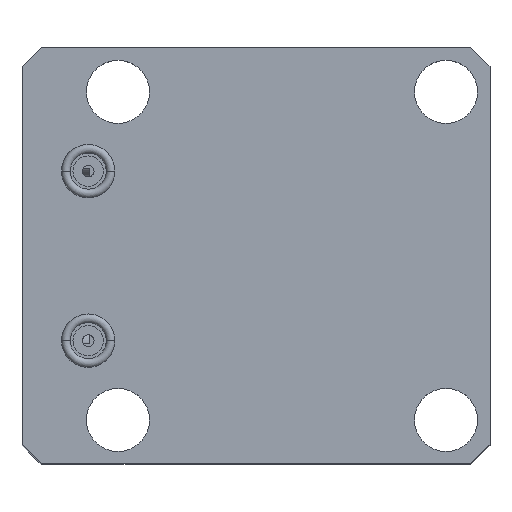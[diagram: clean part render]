
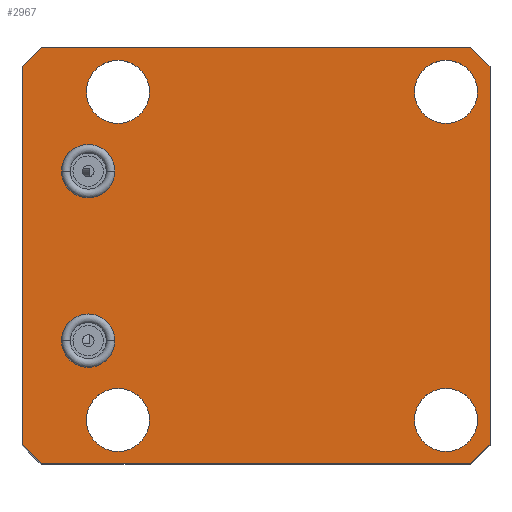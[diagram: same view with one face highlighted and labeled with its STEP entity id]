
A CAD part, top view. The second image highlights one B-rep face of the part: STEP entity #2967.
In plain terms, the highlighted planar face has unit normal (0, 0, 1).
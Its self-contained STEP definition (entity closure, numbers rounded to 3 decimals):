
#936=CARTESIAN_POINT('',(35.052,-35.052,25.019));
#937=DIRECTION('',(0.,0.,-1.));
#938=DIRECTION('',(1.,0.,0.));
#939=AXIS2_PLACEMENT_3D('',#936,#937,#938);
#941=CARTESIAN_POINT('',(35.052,-35.052,25.019));
#942=DIRECTION('',(0.,0.,-1.));
#943=DIRECTION('',(-1.,0.,0.));
#944=AXIS2_PLACEMENT_3D('',#941,#942,#943);
#946=CARTESIAN_POINT('',(35.052,35.052,25.019));
#947=DIRECTION('',(0.,0.,-1.));
#948=DIRECTION('',(1.,0.,0.));
#949=AXIS2_PLACEMENT_3D('',#946,#947,#948);
#951=CARTESIAN_POINT('',(35.052,35.052,25.019));
#952=DIRECTION('',(0.,0.,-1.));
#953=DIRECTION('',(-1.,0.,0.));
#954=AXIS2_PLACEMENT_3D('',#951,#952,#953);
#956=CARTESIAN_POINT('',(-35.052,-35.052,25.019));
#957=DIRECTION('',(0.,0.,-1.));
#958=DIRECTION('',(1.,0.,0.));
#959=AXIS2_PLACEMENT_3D('',#956,#957,#958);
#961=CARTESIAN_POINT('',(-35.052,-35.052,25.019));
#962=DIRECTION('',(0.,0.,-1.));
#963=DIRECTION('',(-1.,0.,0.));
#964=AXIS2_PLACEMENT_3D('',#961,#962,#963);
#966=CARTESIAN_POINT('',(-35.052,35.052,25.019));
#967=DIRECTION('',(0.,0.,-1.));
#968=DIRECTION('',(1.,0.,0.));
#969=AXIS2_PLACEMENT_3D('',#966,#967,#968);
#971=CARTESIAN_POINT('',(-35.052,35.052,25.019));
#972=DIRECTION('',(0.,0.,-1.));
#973=DIRECTION('',(-1.,0.,0.));
#974=AXIS2_PLACEMENT_3D('',#971,#972,#973);
#976=CARTESIAN_POINT('',(-41.402,-18.11,25.019));
#977=DIRECTION('',(0.,0.,1.));
#978=DIRECTION('',(-1.,0.,0.));
#979=AXIS2_PLACEMENT_3D('',#976,#977,#978);
#981=CARTESIAN_POINT('',(-41.402,-18.11,25.019));
#982=DIRECTION('',(0.,0.,1.));
#983=DIRECTION('',(1.,0.,0.));
#984=AXIS2_PLACEMENT_3D('',#981,#982,#983);
#986=CARTESIAN_POINT('',(-41.402,18.11,25.019));
#987=DIRECTION('',(0.,0.,1.));
#988=DIRECTION('',(-1.,0.,0.));
#989=AXIS2_PLACEMENT_3D('',#986,#987,#988);
#991=CARTESIAN_POINT('',(-41.402,18.11,25.019));
#992=DIRECTION('',(0.,0.,1.));
#993=DIRECTION('',(1.,0.,0.));
#994=AXIS2_PLACEMENT_3D('',#991,#992,#993);
#996=DIRECTION('',(0.,-1.,0.));
#997=VECTOR('',#996,80.772);
#998=CARTESIAN_POINT('',(-55.55,40.386,25.019));
#999=LINE('',#998,#997);
#1000=DIRECTION('',(-0.707,-0.707,0.));
#1001=VECTOR('',#1000,5.747);
#1002=CARTESIAN_POINT('',(-51.486,44.45,25.019));
#1003=LINE('',#1002,#1001);
#1004=DIRECTION('',(-1.,0.,0.));
#1005=VECTOR('',#1004,91.872);
#1006=CARTESIAN_POINT('',(40.386,44.45,25.019));
#1007=LINE('',#1006,#1005);
#1008=DIRECTION('',(-0.707,0.707,0.));
#1009=VECTOR('',#1008,5.747);
#1010=CARTESIAN_POINT('',(44.45,40.386,25.019));
#1011=LINE('',#1010,#1009);
#1012=DIRECTION('',(0.,1.,0.));
#1013=VECTOR('',#1012,80.772);
#1014=CARTESIAN_POINT('',(44.45,-40.386,25.019));
#1015=LINE('',#1014,#1013);
#1016=DIRECTION('',(0.707,0.707,0.));
#1017=VECTOR('',#1016,5.747);
#1018=CARTESIAN_POINT('',(40.386,-44.45,25.019));
#1019=LINE('',#1018,#1017);
#1020=DIRECTION('',(1.,0.,0.));
#1021=VECTOR('',#1020,91.872);
#1022=CARTESIAN_POINT('',(-51.486,-44.45,25.019));
#1023=LINE('',#1022,#1021);
#1024=DIRECTION('',(0.707,-0.707,0.));
#1025=VECTOR('',#1024,5.747);
#1026=CARTESIAN_POINT('',(-55.55,-40.386,25.019));
#1027=LINE('',#1026,#1025);
#1555=CARTESIAN_POINT('',(-55.55,40.386,25.019));
#1556=CARTESIAN_POINT('',(-55.55,-40.386,25.019));
#1557=VERTEX_POINT('',#1555);
#1558=VERTEX_POINT('',#1556);
#1559=CARTESIAN_POINT('',(-51.486,-44.45,25.019));
#1560=CARTESIAN_POINT('',(40.386,-44.45,25.019));
#1561=VERTEX_POINT('',#1559);
#1562=VERTEX_POINT('',#1560);
#1563=CARTESIAN_POINT('',(44.45,-40.386,25.019));
#1564=CARTESIAN_POINT('',(44.45,40.386,25.019));
#1565=VERTEX_POINT('',#1563);
#1566=VERTEX_POINT('',#1564);
#1567=CARTESIAN_POINT('',(40.386,44.45,25.019));
#1568=CARTESIAN_POINT('',(-51.486,44.45,25.019));
#1569=VERTEX_POINT('',#1567);
#1570=VERTEX_POINT('',#1568);
#1595=CARTESIAN_POINT('',(41.796,-35.052,25.019));
#1596=CARTESIAN_POINT('',(28.309,-35.052,25.019));
#1597=VERTEX_POINT('',#1595);
#1598=VERTEX_POINT('',#1596);
#1659=CARTESIAN_POINT('',(-47.104,-18.11,25.019));
#1660=CARTESIAN_POINT('',(-35.7,-18.11,25.019));
#1661=VERTEX_POINT('',#1659);
#1662=VERTEX_POINT('',#1660);
#1663=CARTESIAN_POINT('',(-47.104,18.11,25.019));
#1664=CARTESIAN_POINT('',(-35.7,18.11,25.019));
#1665=VERTEX_POINT('',#1663);
#1666=VERTEX_POINT('',#1664);
#1754=CARTESIAN_POINT('',(41.796,35.052,25.019));
#1755=CARTESIAN_POINT('',(28.309,35.052,25.019));
#1756=VERTEX_POINT('',#1754);
#1757=VERTEX_POINT('',#1755);
#1758=CARTESIAN_POINT('',(-28.309,-35.052,25.019));
#1759=CARTESIAN_POINT('',(-41.796,-35.052,25.019));
#1760=VERTEX_POINT('',#1758);
#1761=VERTEX_POINT('',#1759);
#1762=CARTESIAN_POINT('',(-28.309,35.052,25.019));
#1763=CARTESIAN_POINT('',(-41.796,35.052,25.019));
#1764=VERTEX_POINT('',#1762);
#1765=VERTEX_POINT('',#1763);
#2912=CARTESIAN_POINT('',(0.,0.,25.019));
#2913=DIRECTION('',(0.,0.,1.));
#2914=DIRECTION('',(1.,0.,0.));
#2915=AXIS2_PLACEMENT_3D('',#2912,#2913,#2914);
#2916=PLANE('',#2915);
#2917=ORIENTED_EDGE('',*,*,#2539,.F.);
#2919=ORIENTED_EDGE('',*,*,#2918,.F.);
#2921=ORIENTED_EDGE('',*,*,#2920,.F.);
#2923=ORIENTED_EDGE('',*,*,#2922,.F.);
#2925=ORIENTED_EDGE('',*,*,#2924,.F.);
#2927=ORIENTED_EDGE('',*,*,#2926,.F.);
#2929=ORIENTED_EDGE('',*,*,#2928,.F.);
#2930=ORIENTED_EDGE('',*,*,#2524,.F.);
#2931=EDGE_LOOP('',(#2917,#2919,#2921,#2923,#2925,#2927,#2929,#2930));
#2932=FACE_OUTER_BOUND('',#2931,.F.);
#2934=ORIENTED_EDGE('',*,*,#2933,.F.);
#2936=ORIENTED_EDGE('',*,*,#2935,.F.);
#2937=EDGE_LOOP('',(#2934,#2936));
#2938=FACE_BOUND('',#2937,.F.);
#2940=ORIENTED_EDGE('',*,*,#2939,.F.);
#2942=ORIENTED_EDGE('',*,*,#2941,.F.);
#2943=EDGE_LOOP('',(#2940,#2942));
#2944=FACE_BOUND('',#2943,.F.);
#2946=ORIENTED_EDGE('',*,*,#2945,.F.);
#2948=ORIENTED_EDGE('',*,*,#2947,.F.);
#2949=EDGE_LOOP('',(#2946,#2948));
#2950=FACE_BOUND('',#2949,.F.);
#2951=ORIENTED_EDGE('',*,*,#2790,.T.);
#2952=ORIENTED_EDGE('',*,*,#2823,.T.);
#2953=EDGE_LOOP('',(#2951,#2952));
#2954=FACE_BOUND('',#2953,.F.);
#2956=ORIENTED_EDGE('',*,*,#2955,.T.);
#2958=ORIENTED_EDGE('',*,*,#2957,.T.);
#2959=EDGE_LOOP('',(#2956,#2958));
#2960=FACE_BOUND('',#2959,.F.);
#2962=ORIENTED_EDGE('',*,*,#2961,.F.);
#2964=ORIENTED_EDGE('',*,*,#2963,.F.);
#2965=EDGE_LOOP('',(#2962,#2964));
#2966=FACE_BOUND('',#2965,.F.);
#940=CIRCLE('',#939,6.744);
#945=CIRCLE('',#944,6.744);
#950=CIRCLE('',#949,6.744);
#955=CIRCLE('',#954,6.744);
#960=CIRCLE('',#959,6.744);
#965=CIRCLE('',#964,6.744);
#970=CIRCLE('',#969,6.744);
#975=CIRCLE('',#974,6.744);
#980=CIRCLE('',#979,5.702);
#985=CIRCLE('',#984,5.702);
#990=CIRCLE('',#989,5.702);
#995=CIRCLE('',#994,5.702);
#2524=EDGE_CURVE('',#1558,#1561,#1027,.T.);
#2539=EDGE_CURVE('',#1557,#1558,#999,.T.);
#2790=EDGE_CURVE('',#1661,#1662,#980,.T.);
#2823=EDGE_CURVE('',#1662,#1661,#985,.T.);
#2918=EDGE_CURVE('',#1570,#1557,#1003,.T.);
#2920=EDGE_CURVE('',#1569,#1570,#1007,.T.);
#2922=EDGE_CURVE('',#1566,#1569,#1011,.T.);
#2924=EDGE_CURVE('',#1565,#1566,#1015,.T.);
#2926=EDGE_CURVE('',#1562,#1565,#1019,.T.);
#2928=EDGE_CURVE('',#1561,#1562,#1023,.T.);
#2933=EDGE_CURVE('',#1756,#1757,#950,.T.);
#2935=EDGE_CURVE('',#1757,#1756,#955,.T.);
#2939=EDGE_CURVE('',#1760,#1761,#960,.T.);
#2941=EDGE_CURVE('',#1761,#1760,#965,.T.);
#2945=EDGE_CURVE('',#1764,#1765,#970,.T.);
#2947=EDGE_CURVE('',#1765,#1764,#975,.T.);
#2955=EDGE_CURVE('',#1665,#1666,#990,.T.);
#2957=EDGE_CURVE('',#1666,#1665,#995,.T.);
#2961=EDGE_CURVE('',#1597,#1598,#940,.T.);
#2963=EDGE_CURVE('',#1598,#1597,#945,.T.);
#2967=ADVANCED_FACE('',(#2932,#2938,#2944,#2950,#2954,#2960,#2966),#2916,.T.);
